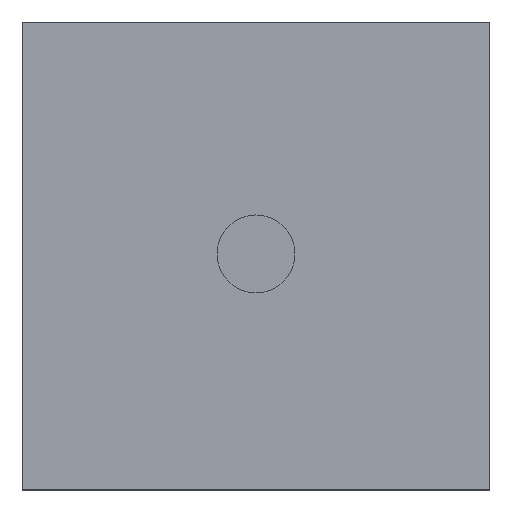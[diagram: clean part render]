
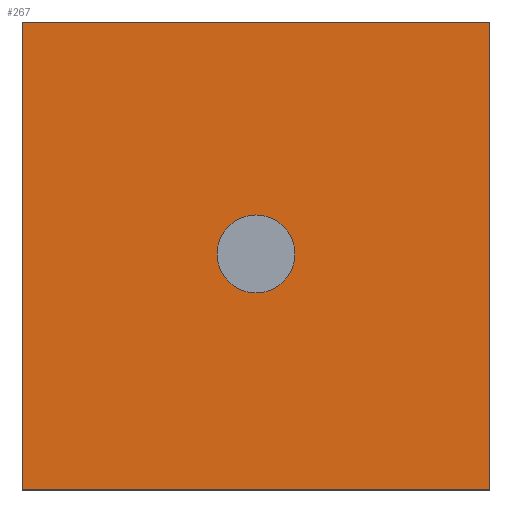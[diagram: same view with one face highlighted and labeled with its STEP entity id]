
A CAD part, top view. The second image highlights one B-rep face of the part: STEP entity #267.
In plain terms, the highlighted planar face has unit normal (0, 0, 1).
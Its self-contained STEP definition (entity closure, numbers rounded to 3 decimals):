
#22=CIRCLE('',#299,7.5);
#62=ORIENTED_EDGE('',*,*,#114,.F.);
#63=ORIENTED_EDGE('',*,*,#105,.T.);
#64=ORIENTED_EDGE('',*,*,#108,.T.);
#65=ORIENTED_EDGE('',*,*,#111,.T.);
#66=ORIENTED_EDGE('',*,*,#113,.T.);
#105=EDGE_CURVE('',#130,#133,#157,.T.);
#108=EDGE_CURVE('',#133,#135,#160,.T.);
#111=EDGE_CURVE('',#135,#137,#163,.T.);
#113=EDGE_CURVE('',#137,#130,#165,.T.);
#114=EDGE_CURVE('',#138,#138,#22,.T.);
#130=VERTEX_POINT('',#413);
#133=VERTEX_POINT('',#418);
#135=VERTEX_POINT('',#424);
#137=VERTEX_POINT('',#430);
#138=VERTEX_POINT('',#437);
#157=LINE('',#419,#185);
#160=LINE('',#425,#188);
#163=LINE('',#431,#191);
#165=LINE('',#434,#193);
#185=VECTOR('',#340,1000.);
#188=VECTOR('',#345,1000.);
#191=VECTOR('',#350,1000.);
#193=VECTOR('',#354,1000.);
#207=EDGE_LOOP('',(#62));
#208=EDGE_LOOP('',(#63,#64,#65,#66));
#229=FACE_BOUND('',#207,.T.);
#230=FACE_BOUND('',#208,.T.);
#251=PLANE('',#298);
#267=ADVANCED_FACE('',(#229,#230),#251,.T.);
#298=AXIS2_PLACEMENT_3D('',#435,#355,#356);
#299=AXIS2_PLACEMENT_3D('',#436,#357,#358);
#340=DIRECTION('',(-1.,0.,0.));
#345=DIRECTION('',(0.,-1.,0.));
#350=DIRECTION('',(1.,0.,0.));
#354=DIRECTION('',(0.,1.,0.));
#355=DIRECTION('',(0.,0.,1.));
#356=DIRECTION('',(1.,0.,0.));
#357=DIRECTION('',(0.,0.,1.));
#358=DIRECTION('',(1.,0.,0.));
#413=CARTESIAN_POINT('',(90.,175.,145.));
#418=CARTESIAN_POINT('',(-90.,175.,145.));
#419=CARTESIAN_POINT('',(90.,175.,145.));
#424=CARTESIAN_POINT('',(-90.,-5.,145.));
#425=CARTESIAN_POINT('',(-90.,175.,145.));
#430=CARTESIAN_POINT('',(90.,-5.,145.));
#431=CARTESIAN_POINT('',(-90.,-5.,145.));
#434=CARTESIAN_POINT('',(90.,-5.,145.));
#435=CARTESIAN_POINT('',(0.,0.,145.));
#436=CARTESIAN_POINT('',(0.,85.,145.));
#437=CARTESIAN_POINT('',(7.5,85.,145.));
